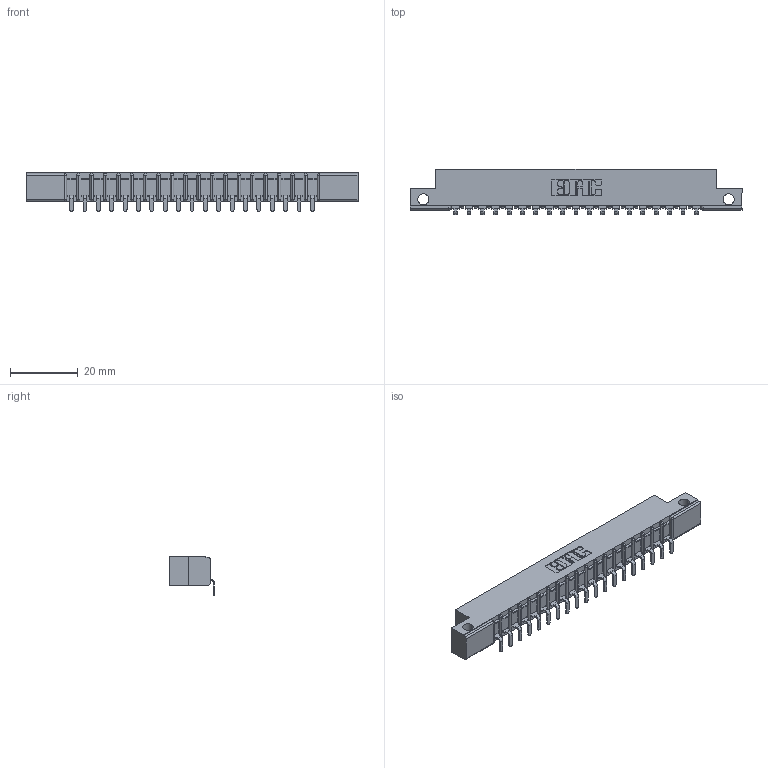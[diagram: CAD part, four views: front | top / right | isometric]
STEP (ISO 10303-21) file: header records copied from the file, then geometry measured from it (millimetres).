
FILE_DESCRIPTION (( 'STEP AP203' ), '1' );
FILE_NAME ('307-019-553-112.STEP', '2019-09-04T22:44:47', ( '' ), ( '' ), 'SwSTEP 2.0', 'SolidWorks 2016', '' );
FILE_SCHEMA (( 'CONFIG_CONTROL_DESIGN' ));
Length unit declared in the file: inch
Products named in the file (3): 307 Part_.128 Dia Side Mounting Holes; 307-290-002_553; 307-019-553-112
Assembly tree (20 placements, depth 2):
  307-019-553-112
    307 Part_.128 Dia Side Mounting Holes
    307-290-002_553  x19
Bounding box: 98.3 x 13.32 x 11.51 mm (x, y, z)
Volume: 6411.9 mm3; surface area: 11363.5 mm2
Topology: 20 solids, 20 shells, 1620 faces, 4959 edges, 3250 vertices
Faces by surface type: plane 963, cylinder 617, sphere 40
Entity records: 19980 total; most frequent: CARTESIAN_POINT 3368, ORIENTED_EDGE 3358, DIRECTION 3283, EDGE_CURVE 1679, VECTOR 1273, LINE 1273, VERTEX_POINT 1090, AXIS2_PLACEMENT_3D 1005
